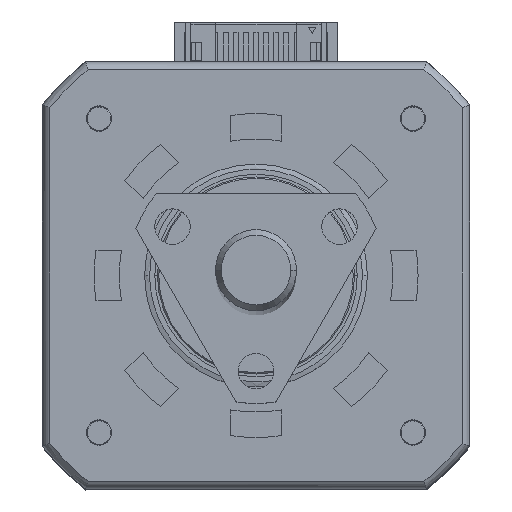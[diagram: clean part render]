
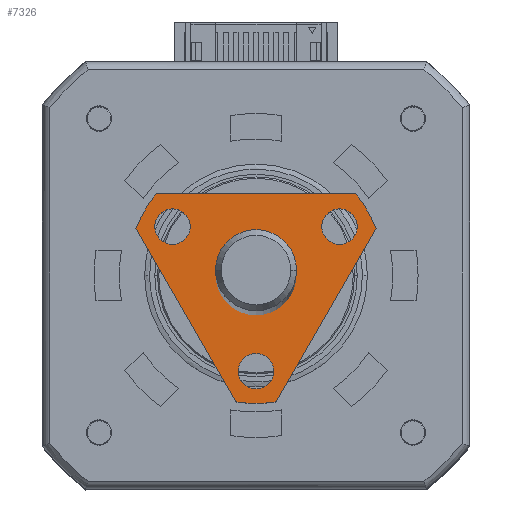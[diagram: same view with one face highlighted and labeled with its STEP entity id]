
A CAD part, top view. The second image highlights one B-rep face of the part: STEP entity #7326.
In plain terms, the highlighted planar face has unit normal (0, 0, 1).
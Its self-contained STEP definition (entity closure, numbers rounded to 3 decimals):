
#191 = DIRECTION ( 'NONE',  ( 0., 0., -1. ) ) ;
#211 = DIRECTION ( 'NONE',  ( 0., 0., -1. ) ) ;
#799 = CIRCLE ( 'NONE', #3846, 1.75 ) ;
#1133 = DIRECTION ( 'NONE',  ( -0.866, -0.5, 0. ) ) ;
#1181 = CARTESIAN_POINT ( 'NONE',  ( 9.525, 0., 42.5 ) ) ;
#1579 = CARTESIAN_POINT ( 'NONE',  ( 12.7, 0., 42.5 ) ) ;
#1902 = EDGE_CURVE ( 'NONE', #5129, #19710, #27170, .T. ) ;
#2091 = VERTEX_POINT ( 'NONE', #2921 ) ;
#2172 = FACE_OUTER_BOUND ( 'NONE', #4443, .T. ) ;
#2318 = CARTESIAN_POINT ( 'NONE',  ( 9.525, 0., 42.5 ) ) ;
#2712 = ORIENTED_EDGE ( 'NONE', *, *, #13902, .F. ) ;
#2759 = DIRECTION ( 'NONE',  ( 0.866, -0.5, 0. ) ) ;
#2868 = DIRECTION ( 'NONE',  ( 1., 0., 0. ) ) ;
#2882 = CIRCLE ( 'NONE', #36078, 1.75 ) ;
#2921 = CARTESIAN_POINT ( 'NONE',  ( -3.012, 8.249, 42.5 ) ) ;
#3019 = EDGE_CURVE ( 'NONE', #8067, #10195, #11635, .T. ) ;
#3109 = CARTESIAN_POINT ( 'NONE',  ( -8., 9.864, 42.5 ) ) ;
#3602 = VERTEX_POINT ( 'NONE', #16211 ) ;
#3626 = DIRECTION ( 'NONE',  ( -1., 0., 0. ) ) ;
#3846 = AXIS2_PLACEMENT_3D ( 'NONE', #20212, #191, #19967 ) ;
#4443 = EDGE_LOOP ( 'NONE', ( #9947, #27820, #35732, #14342, #26853, #17979, #24185 ) ) ;
#4540 = VERTEX_POINT ( 'NONE', #33856 ) ;
#4572 = EDGE_CURVE ( 'NONE', #30417, #4540, #21639, .T. ) ;
#4602 = DIRECTION ( 'NONE',  ( 1., 0., 0. ) ) ;
#4663 = CARTESIAN_POINT ( 'NONE',  ( -4.762, 8.249, 42.5 ) ) ;
#4814 = AXIS2_PLACEMENT_3D ( 'NONE', #4910, #18949, #13619 ) ;
#4910 = CARTESIAN_POINT ( 'NONE',  ( 0., 0., 42.5 ) ) ;
#4912 = DIRECTION ( 'NONE',  ( 0., 0., -1. ) ) ;
#5017 = AXIS2_PLACEMENT_3D ( 'NONE', #32222, #23994, #18348 ) ;
#5129 = VERTEX_POINT ( 'NONE', #19214 ) ;
#5185 = DIRECTION ( 'NONE',  ( 1., 0., 0. ) ) ;
#5550 = ORIENTED_EDGE ( 'NONE', *, *, #18692, .F. ) ;
#6119 = FACE_BOUND ( 'NONE', #20787, .T. ) ;
#6123 = AXIS2_PLACEMENT_3D ( 'NONE', #30287, #10787, #27823 ) ;
#6624 = EDGE_CURVE ( 'NONE', #18996, #28551, #13167, .T. ) ;
#6729 = CIRCLE ( 'NONE', #4814, 3. ) ;
#7326 = ADVANCED_FACE ( 'NONE', ( #2172, #22002, #6119, #25050, #34275 ), #17276, .F. ) ;
#7437 = AXIS2_PLACEMENT_3D ( 'NONE', #22415, #8360, #5185 ) ;
#8056 = EDGE_CURVE ( 'NONE', #4540, #18996, #34708, .T. ) ;
#8067 = VERTEX_POINT ( 'NONE', #32534 ) ;
#8360 = DIRECTION ( 'NONE',  ( 0., 0., -1. ) ) ;
#9086 = CIRCLE ( 'NONE', #6123, 1.75 ) ;
#9171 = EDGE_LOOP ( 'NONE', ( #5550, #2712 ) ) ;
#9175 = EDGE_CURVE ( 'NONE', #3602, #22585, #799, .T. ) ;
#9665 = EDGE_CURVE ( 'NONE', #14021, #2091, #25349, .T. ) ;
#9817 = DIRECTION ( 'NONE',  ( 0., 0., -1. ) ) ;
#9947 = ORIENTED_EDGE ( 'NONE', *, *, #6624, .F. ) ;
#10195 = VERTEX_POINT ( 'NONE', #1579 ) ;
#10383 = VERTEX_POINT ( 'NONE', #35989 ) ;
#10412 = CARTESIAN_POINT ( 'NONE',  ( -6.512, 8.249, 42.5 ) ) ;
#10694 = AXIS2_PLACEMENT_3D ( 'NONE', #36449, #211, #2868 ) ;
#10787 = DIRECTION ( 'NONE',  ( 0., 0., -1. ) ) ;
#11299 = AXIS2_PLACEMENT_3D ( 'NONE', #34941, #29559, #35066 ) ;
#11369 = VERTEX_POINT ( 'NONE', #31218 ) ;
#11635 = CIRCLE ( 'NONE', #5017, 12.7 ) ;
#12168 = AXIS2_PLACEMENT_3D ( 'NONE', #32887, #29607, #4602 ) ;
#13086 = LINE ( 'NONE', #24668, #19704 ) ;
#13167 = CIRCLE ( 'NONE', #7437, 12.7 ) ;
#13511 = DIRECTION ( 'NONE',  ( -1., 0., 0. ) ) ;
#13619 = DIRECTION ( 'NONE',  ( 1., 0., 0. ) ) ;
#13902 = EDGE_CURVE ( 'NONE', #10383, #14205, #6729, .T. ) ;
#14021 = VERTEX_POINT ( 'NONE', #10412 ) ;
#14205 = VERTEX_POINT ( 'NONE', #23112 ) ;
#14342 = ORIENTED_EDGE ( 'NONE', *, *, #29646, .F. ) ;
#14799 = EDGE_CURVE ( 'NONE', #10195, #11369, #33049, .T. ) ;
#14873 = LINE ( 'NONE', #17856, #17965 ) ;
#16053 = CIRCLE ( 'NONE', #11299, 1.75 ) ;
#16211 = CARTESIAN_POINT ( 'NONE',  ( -3.012, -8.249, 42.5 ) ) ;
#16579 = DIRECTION ( 'NONE',  ( 0., 0., -1. ) ) ;
#17276 = PLANE ( 'NONE',  #29950 ) ;
#17738 = ORIENTED_EDGE ( 'NONE', *, *, #30863, .T. ) ;
#17856 = CARTESIAN_POINT ( 'NONE',  ( 16., 0., 42.5 ) ) ;
#17965 = VECTOR ( 'NONE', #1133, 1000. ) ;
#17979 = ORIENTED_EDGE ( 'NONE', *, *, #3019, .F. ) ;
#18348 = DIRECTION ( 'NONE',  ( 1., 0., 0. ) ) ;
#18692 = EDGE_CURVE ( 'NONE', #14205, #10383, #33012, .T. ) ;
#18949 = DIRECTION ( 'NONE',  ( 0., 0., 1. ) ) ;
#18996 = VERTEX_POINT ( 'NONE', #3109 ) ;
#19214 = CARTESIAN_POINT ( 'NONE',  ( 7.775, 0., 42.5 ) ) ;
#19704 = VECTOR ( 'NONE', #2759, 1000. ) ;
#19710 = VERTEX_POINT ( 'NONE', #28911 ) ;
#19967 = DIRECTION ( 'NONE',  ( -1., 0., 0. ) ) ;
#20212 = CARTESIAN_POINT ( 'NONE',  ( -4.762, -8.249, 42.5 ) ) ;
#20269 = EDGE_LOOP ( 'NONE', ( #27046, #20592 ) ) ;
#20482 = DIRECTION ( 'NONE',  ( 0., 0., -1. ) ) ;
#20592 = ORIENTED_EDGE ( 'NONE', *, *, #9175, .T. ) ;
#20787 = EDGE_LOOP ( 'NONE', ( #27218, #17738 ) ) ;
#21639 = CIRCLE ( 'NONE', #10694, 12.7 ) ;
#22002 = FACE_BOUND ( 'NONE', #29398, .T. ) ;
#22027 = DIRECTION ( 'NONE',  ( -1., 0., 0. ) ) ;
#22415 = CARTESIAN_POINT ( 'NONE',  ( 0., 0., 42.5 ) ) ;
#22515 = EDGE_CURVE ( 'NONE', #22585, #3602, #9086, .T. ) ;
#22585 = VERTEX_POINT ( 'NONE', #30508 ) ;
#22945 = CARTESIAN_POINT ( 'NONE',  ( 0., 0., 42.5 ) ) ;
#23112 = CARTESIAN_POINT ( 'NONE',  ( 3., 0., 42.5 ) ) ;
#23757 = DIRECTION ( 'NONE',  ( 1., 0., 0. ) ) ;
#23882 = CARTESIAN_POINT ( 'NONE',  ( 0., 0., 42.5 ) ) ;
#23994 = DIRECTION ( 'NONE',  ( 0., 0., -1. ) ) ;
#24185 = ORIENTED_EDGE ( 'NONE', *, *, #34560, .F. ) ;
#24319 = CARTESIAN_POINT ( 'NONE',  ( -8., -13.856, 42.5 ) ) ;
#24668 = CARTESIAN_POINT ( 'NONE',  ( -8., 13.856, 42.5 ) ) ;
#25050 = FACE_BOUND ( 'NONE', #20269, .T. ) ;
#25128 = ORIENTED_EDGE ( 'NONE', *, *, #31623, .T. ) ;
#25349 = CIRCLE ( 'NONE', #30730, 1.75 ) ;
#26853 = ORIENTED_EDGE ( 'NONE', *, *, #14799, .F. ) ;
#27046 = ORIENTED_EDGE ( 'NONE', *, *, #22515, .T. ) ;
#27170 = CIRCLE ( 'NONE', #34712, 1.75 ) ;
#27218 = ORIENTED_EDGE ( 'NONE', *, *, #1902, .T. ) ;
#27820 = ORIENTED_EDGE ( 'NONE', *, *, #8056, .F. ) ;
#27823 = DIRECTION ( 'NONE',  ( -1., 0., 0. ) ) ;
#28551 = VERTEX_POINT ( 'NONE', #31435 ) ;
#28911 = CARTESIAN_POINT ( 'NONE',  ( 11.275, 0., 42.5 ) ) ;
#29398 = EDGE_LOOP ( 'NONE', ( #32436, #25128 ) ) ;
#29559 = DIRECTION ( 'NONE',  ( 0., 0., -1. ) ) ;
#29599 = DIRECTION ( 'NONE',  ( -1., 0., 0. ) ) ;
#29607 = DIRECTION ( 'NONE',  ( 0., 0., 1. ) ) ;
#29646 = EDGE_CURVE ( 'NONE', #11369, #30417, #14873, .T. ) ;
#29950 = AXIS2_PLACEMENT_3D ( 'NONE', #22945, #20482, #3626 ) ;
#30287 = CARTESIAN_POINT ( 'NONE',  ( -4.762, -8.249, 42.5 ) ) ;
#30348 = CARTESIAN_POINT ( 'NONE',  ( -4.542, -11.86, 42.5 ) ) ;
#30417 = VERTEX_POINT ( 'NONE', #30348 ) ;
#30508 = CARTESIAN_POINT ( 'NONE',  ( -6.512, -8.249, 42.5 ) ) ;
#30730 = AXIS2_PLACEMENT_3D ( 'NONE', #4663, #4912, #13511 ) ;
#30863 = EDGE_CURVE ( 'NONE', #19710, #5129, #2882, .T. ) ;
#31218 = CARTESIAN_POINT ( 'NONE',  ( 12.542, -1.996, 42.5 ) ) ;
#31435 = CARTESIAN_POINT ( 'NONE',  ( -4.542, 11.86, 42.5 ) ) ;
#31623 = EDGE_CURVE ( 'NONE', #2091, #14021, #16053, .T. ) ;
#31976 = AXIS2_PLACEMENT_3D ( 'NONE', #23882, #9817, #23757 ) ;
#32156 = DIRECTION ( 'NONE',  ( 0., 0., -1. ) ) ;
#32222 = CARTESIAN_POINT ( 'NONE',  ( 0., 0., 42.5 ) ) ;
#32436 = ORIENTED_EDGE ( 'NONE', *, *, #9665, .T. ) ;
#32534 = CARTESIAN_POINT ( 'NONE',  ( 12.542, 1.996, 42.5 ) ) ;
#32661 = DIRECTION ( 'NONE',  ( 0., 1., 0. ) ) ;
#32887 = CARTESIAN_POINT ( 'NONE',  ( 0., 0., 42.5 ) ) ;
#32942 = VECTOR ( 'NONE', #32661, 1000. ) ;
#33012 = CIRCLE ( 'NONE', #12168, 3. ) ;
#33049 = CIRCLE ( 'NONE', #31976, 12.7 ) ;
#33856 = CARTESIAN_POINT ( 'NONE',  ( -8., -9.864, 42.5 ) ) ;
#34275 = FACE_BOUND ( 'NONE', #9171, .T. ) ;
#34560 = EDGE_CURVE ( 'NONE', #28551, #8067, #13086, .T. ) ;
#34708 = LINE ( 'NONE', #24319, #32942 ) ;
#34712 = AXIS2_PLACEMENT_3D ( 'NONE', #2318, #16579, #22027 ) ;
#34941 = CARTESIAN_POINT ( 'NONE',  ( -4.762, 8.249, 42.5 ) ) ;
#35066 = DIRECTION ( 'NONE',  ( -1., 0., 0. ) ) ;
#35732 = ORIENTED_EDGE ( 'NONE', *, *, #4572, .F. ) ;
#35989 = CARTESIAN_POINT ( 'NONE',  ( -3., 0., 42.5 ) ) ;
#36078 = AXIS2_PLACEMENT_3D ( 'NONE', #1181, #32156, #29599 ) ;
#36449 = CARTESIAN_POINT ( 'NONE',  ( 0., 0., 42.5 ) ) ;
